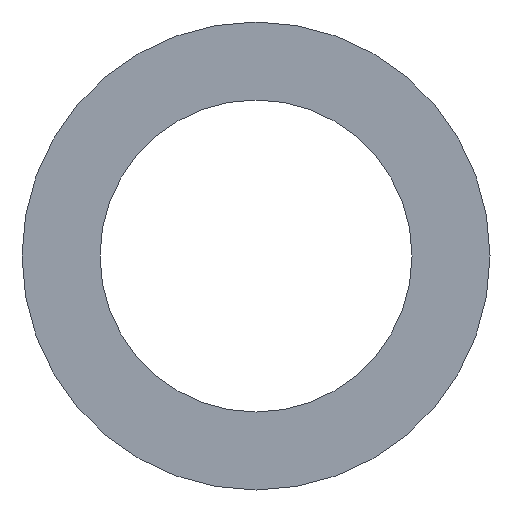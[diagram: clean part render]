
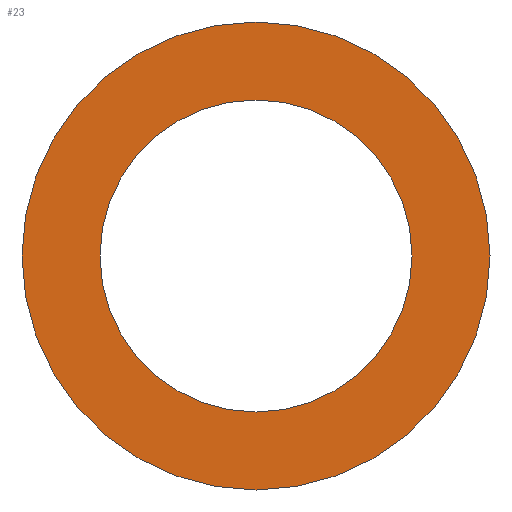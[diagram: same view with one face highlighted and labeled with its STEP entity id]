
A CAD part, front view. The second image highlights one B-rep face of the part: STEP entity #23.
In plain terms, the highlighted planar face has unit normal (0, -1, 0).
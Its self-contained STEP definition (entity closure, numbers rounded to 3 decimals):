
#4 = AXIS2_PLACEMENT_3D ( 'NONE', #45, #34, #39 ) ;
#10 = EDGE_CURVE ( 'NONE', #52, #51, #131, .T. ) ;
#11 = EDGE_CURVE ( 'NONE', #51, #52, #137, .T. ) ;
#14 = EDGE_CURVE ( 'NONE', #46, #31, #146, .T. ) ;
#20 = EDGE_CURVE ( 'NONE', #31, #46, #135, .T. ) ;
#23 = ADVANCED_FACE ( 'NONE', ( #143, #145 ), #63, .F. ) ;
#29 = CARTESIAN_POINT ( 'NONE',  ( 0., 0., 0. ) ) ;
#31 = VERTEX_POINT ( 'NONE', #104 ) ;
#33 = DIRECTION ( 'NONE',  ( 0., 1., 0. ) ) ;
#34 = DIRECTION ( 'NONE',  ( 0., 1., 0. ) ) ;
#38 = CARTESIAN_POINT ( 'NONE',  ( 0., 0., 0. ) ) ;
#39 = DIRECTION ( 'NONE',  ( 0., 0., 1. ) ) ;
#45 = CARTESIAN_POINT ( 'NONE',  ( 0., 0., 0. ) ) ;
#46 = VERTEX_POINT ( 'NONE', #88 ) ;
#48 = DIRECTION ( 'NONE',  ( 0., 0., 1. ) ) ;
#51 = VERTEX_POINT ( 'NONE', #82 ) ;
#52 = VERTEX_POINT ( 'NONE', #60 ) ;
#58 = DIRECTION ( 'NONE',  ( 0., 0., 1. ) ) ;
#59 = CARTESIAN_POINT ( 'NONE',  ( 0., 0., 0. ) ) ;
#60 = CARTESIAN_POINT ( 'NONE',  ( 0., 0., -7.5 ) ) ;
#63 = PLANE ( 'NONE',  #205 ) ;
#76 = DIRECTION ( 'NONE',  ( 0., 1., 0. ) ) ;
#80 = CARTESIAN_POINT ( 'NONE',  ( 0., 0., 0. ) ) ;
#82 = CARTESIAN_POINT ( 'NONE',  ( 0., 0., 7.5 ) ) ;
#84 = DIRECTION ( 'NONE',  ( 0., 1., 0. ) ) ;
#88 = CARTESIAN_POINT ( 'NONE',  ( 0., 0., 5. ) ) ;
#90 = DIRECTION ( 'NONE',  ( 0., 0., 1. ) ) ;
#91 = DIRECTION ( 'NONE',  ( 0., 1., 0. ) ) ;
#97 = DIRECTION ( 'NONE',  ( 0., 0., 1. ) ) ;
#104 = CARTESIAN_POINT ( 'NONE',  ( 0., 0., -5. ) ) ;
#122 = EDGE_LOOP ( 'NONE', ( #184, #193 ) ) ;
#131 = CIRCLE ( 'NONE', #4, 7.5 ) ;
#135 = CIRCLE ( 'NONE', #204, 5. ) ;
#137 = CIRCLE ( 'NONE', #214, 7.5 ) ;
#143 = FACE_OUTER_BOUND ( 'NONE', #122, .T. ) ;
#145 = FACE_BOUND ( 'NONE', #173, .T. ) ;
#146 = CIRCLE ( 'NONE', #207, 5. ) ;
#168 = ORIENTED_EDGE ( 'NONE', *, *, #14, .T. ) ;
#173 = EDGE_LOOP ( 'NONE', ( #176, #168 ) ) ;
#176 = ORIENTED_EDGE ( 'NONE', *, *, #20, .T. ) ;
#184 = ORIENTED_EDGE ( 'NONE', *, *, #10, .F. ) ;
#193 = ORIENTED_EDGE ( 'NONE', *, *, #11, .F. ) ;
#204 = AXIS2_PLACEMENT_3D ( 'NONE', #80, #91, #58 ) ;
#205 = AXIS2_PLACEMENT_3D ( 'NONE', #59, #76, #90 ) ;
#207 = AXIS2_PLACEMENT_3D ( 'NONE', #38, #84, #97 ) ;
#214 = AXIS2_PLACEMENT_3D ( 'NONE', #29, #33, #48 ) ;
